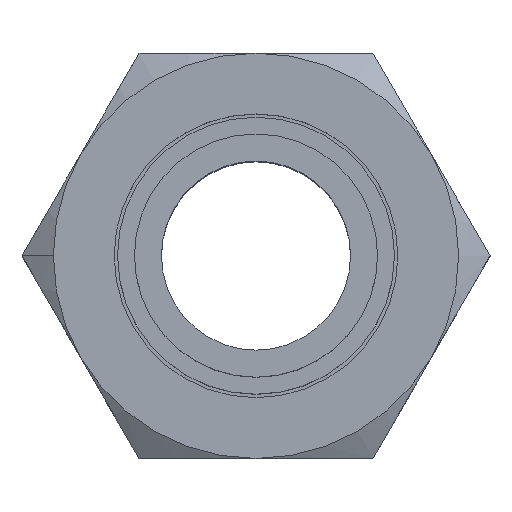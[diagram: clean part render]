
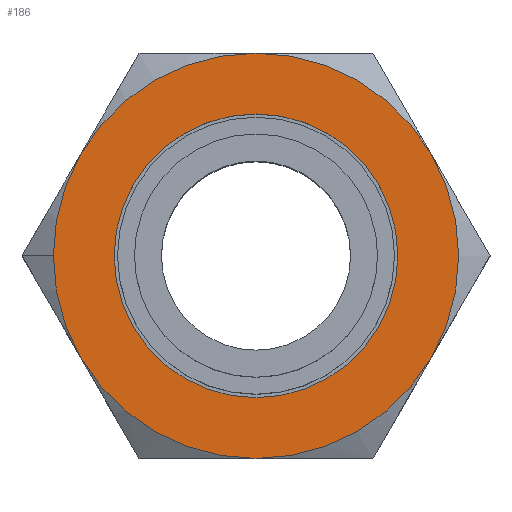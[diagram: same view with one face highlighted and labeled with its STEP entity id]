
A CAD part, top view. The second image highlights one B-rep face of the part: STEP entity #186.
In plain terms, the highlighted planar face has unit normal (0, 0, 1).
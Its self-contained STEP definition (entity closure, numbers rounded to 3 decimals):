
#120 = VERTEX_POINT ( 'NONE', #867 ) ;
#122 = VERTEX_POINT ( 'NONE', #866 ) ;
#152 = VERTEX_POINT ( 'NONE', #884 ) ;
#162 = EDGE_CURVE ( 'NONE', #164, #120, #923, .T. ) ;
#164 = VERTEX_POINT ( 'NONE', #916 ) ;
#167 = EDGE_CURVE ( 'NONE', #168, #212, #905, .T. ) ;
#168 = VERTEX_POINT ( 'NONE', #957 ) ;
#186 = ADVANCED_FACE ( 'NONE', ( #979, #978 ), #977, .F. ) ;
#190 = EDGE_CURVE ( 'NONE', #203, #152, #966, .T. ) ;
#195 = EDGE_CURVE ( 'NONE', #152, #203, #1016, .T. ) ;
#201 = ORIENTED_EDGE ( 'NONE', *, *, #167, .T. ) ;
#203 = VERTEX_POINT ( 'NONE', #1000 ) ;
#207 = EDGE_CURVE ( 'NONE', #212, #122, #995, .T. ) ;
#212 = VERTEX_POINT ( 'NONE', #1031 ) ;
#336 = EDGE_LOOP ( 'NONE', ( #350, #354 ) ) ;
#350 = ORIENTED_EDGE ( 'NONE', *, *, #190, .F. ) ;
#352 = ORIENTED_EDGE ( 'NONE', *, *, #604, .T. ) ;
#353 = ORIENTED_EDGE ( 'NONE', *, *, #608, .T. ) ;
#354 = ORIENTED_EDGE ( 'NONE', *, *, #195, .F. ) ;
#355 = ORIENTED_EDGE ( 'NONE', *, *, #207, .T. ) ;
#356 = EDGE_LOOP ( 'NONE', ( #355, #359, #358, #357, #352, #353, #201 ) ) ;
#357 = ORIENTED_EDGE ( 'NONE', *, *, #162, .T. ) ;
#358 = ORIENTED_EDGE ( 'NONE', *, *, #523, .T. ) ;
#359 = ORIENTED_EDGE ( 'NONE', *, *, #511, .T. ) ;
#511 = EDGE_CURVE ( 'NONE', #122, #524, #1583, .T. ) ;
#523 = EDGE_CURVE ( 'NONE', #524, #164, #1613, .T. ) ;
#524 = VERTEX_POINT ( 'NONE', #1614 ) ;
#530 = VERTEX_POINT ( 'NONE', #1600 ) ;
#604 = EDGE_CURVE ( 'NONE', #120, #530, #1771, .T. ) ;
#608 = EDGE_CURVE ( 'NONE', #530, #168, #1757, .T. ) ;
#866 = CARTESIAN_POINT ( 'NONE',  ( 0., 15., 7.5 ) ) ;
#867 = CARTESIAN_POINT ( 'NONE',  ( -12.99, -7.5, 7.5 ) ) ;
#884 = CARTESIAN_POINT ( 'NONE',  ( -10.5, 0., 7.5 ) ) ;
#905 = CIRCLE ( 'NONE', #961, 15. ) ;
#916 = CARTESIAN_POINT ( 'NONE',  ( -15., 0., 7.5 ) ) ;
#919 = DIRECTION ( 'NONE',  ( 1., 0., 0. ) ) ;
#920 = DIRECTION ( 'NONE',  ( 0., 0., 1. ) ) ;
#921 = CARTESIAN_POINT ( 'NONE',  ( 0., 0., 7.5 ) ) ;
#922 = AXIS2_PLACEMENT_3D ( 'NONE', #921, #920, #919 ) ;
#923 = CIRCLE ( 'NONE', #922, 15. ) ;
#957 = CARTESIAN_POINT ( 'NONE',  ( 12.99, -7.5, 7.5 ) ) ;
#958 = DIRECTION ( 'NONE',  ( 1., 0., 0. ) ) ;
#959 = DIRECTION ( 'NONE',  ( 0., 0., 1. ) ) ;
#960 = CARTESIAN_POINT ( 'NONE',  ( 0., 0., 7.5 ) ) ;
#961 = AXIS2_PLACEMENT_3D ( 'NONE', #960, #959, #958 ) ;
#962 = DIRECTION ( 'NONE',  ( 1., 0., 0. ) ) ;
#963 = DIRECTION ( 'NONE',  ( 0., 0., 1. ) ) ;
#964 = CARTESIAN_POINT ( 'NONE',  ( 0., 0., 7.5 ) ) ;
#965 = AXIS2_PLACEMENT_3D ( 'NONE', #964, #963, #962 ) ;
#966 = CIRCLE ( 'NONE', #965, 10.5 ) ;
#972 = DIRECTION ( 'NONE',  ( -1., 0., 0. ) ) ;
#973 = DIRECTION ( 'NONE',  ( 0., 0., -1. ) ) ;
#974 = AXIS2_PLACEMENT_3D ( 'NONE', #976, #973, #972 ) ;
#976 = CARTESIAN_POINT ( 'NONE',  ( 0., 15., 7.5 ) ) ;
#977 = PLANE ( 'NONE',  #974 ) ;
#978 = FACE_OUTER_BOUND ( 'NONE', #356, .T. ) ;
#979 = FACE_BOUND ( 'NONE', #336, .T. ) ;
#995 = CIRCLE ( 'NONE', #1042, 15. ) ;
#1000 = CARTESIAN_POINT ( 'NONE',  ( 10.5, 0., 7.5 ) ) ;
#1012 = DIRECTION ( 'NONE',  ( 1., 0., 0. ) ) ;
#1013 = DIRECTION ( 'NONE',  ( 0., 0., 1. ) ) ;
#1014 = CARTESIAN_POINT ( 'NONE',  ( 0., 0., 7.5 ) ) ;
#1015 = AXIS2_PLACEMENT_3D ( 'NONE', #1014, #1013, #1012 ) ;
#1016 = CIRCLE ( 'NONE', #1015, 10.5 ) ;
#1031 = CARTESIAN_POINT ( 'NONE',  ( 12.99, 7.5, 7.5 ) ) ;
#1039 = DIRECTION ( 'NONE',  ( 1., 0., 0. ) ) ;
#1040 = DIRECTION ( 'NONE',  ( 0., 0., 1. ) ) ;
#1041 = CARTESIAN_POINT ( 'NONE',  ( 0., 0., 7.5 ) ) ;
#1042 = AXIS2_PLACEMENT_3D ( 'NONE', #1041, #1040, #1039 ) ;
#1558 = AXIS2_PLACEMENT_3D ( 'NONE', #1604, #1603, #1602 ) ;
#1579 = DIRECTION ( 'NONE',  ( 1., 0., 0. ) ) ;
#1580 = DIRECTION ( 'NONE',  ( 0., 0., 1. ) ) ;
#1581 = CARTESIAN_POINT ( 'NONE',  ( 0., 0., 7.5 ) ) ;
#1582 = AXIS2_PLACEMENT_3D ( 'NONE', #1581, #1580, #1579 ) ;
#1583 = CIRCLE ( 'NONE', #1582, 15. ) ;
#1600 = CARTESIAN_POINT ( 'NONE',  ( 0., -15., 7.5 ) ) ;
#1602 = DIRECTION ( 'NONE',  ( 1., 0., 0. ) ) ;
#1603 = DIRECTION ( 'NONE',  ( 0., 0., 1. ) ) ;
#1604 = CARTESIAN_POINT ( 'NONE',  ( 0., 0., 7.5 ) ) ;
#1613 = CIRCLE ( 'NONE', #1558, 15. ) ;
#1614 = CARTESIAN_POINT ( 'NONE',  ( -12.99, 7.5, 7.5 ) ) ;
#1746 = DIRECTION ( 'NONE',  ( 1., 0., 0. ) ) ;
#1747 = DIRECTION ( 'NONE',  ( 0., 0., 1. ) ) ;
#1748 = AXIS2_PLACEMENT_3D ( 'NONE', #1759, #1747, #1746 ) ;
#1757 = CIRCLE ( 'NONE', #1748, 15. ) ;
#1759 = CARTESIAN_POINT ( 'NONE',  ( 0., 0., 7.5 ) ) ;
#1767 = DIRECTION ( 'NONE',  ( 1., 0., 0. ) ) ;
#1768 = DIRECTION ( 'NONE',  ( 0., 0., 1. ) ) ;
#1769 = CARTESIAN_POINT ( 'NONE',  ( 0., 0., 7.5 ) ) ;
#1770 = AXIS2_PLACEMENT_3D ( 'NONE', #1769, #1768, #1767 ) ;
#1771 = CIRCLE ( 'NONE', #1770, 15. ) ;
